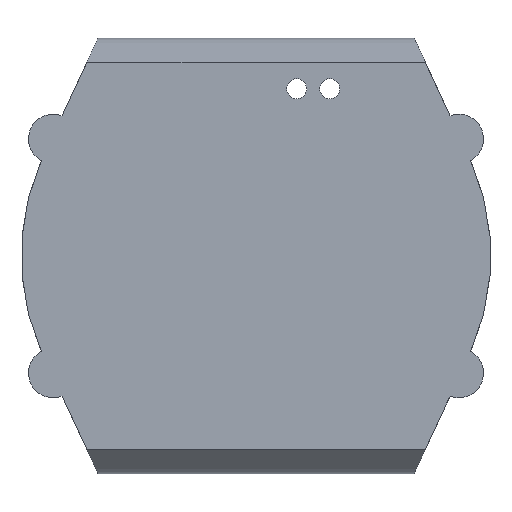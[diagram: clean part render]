
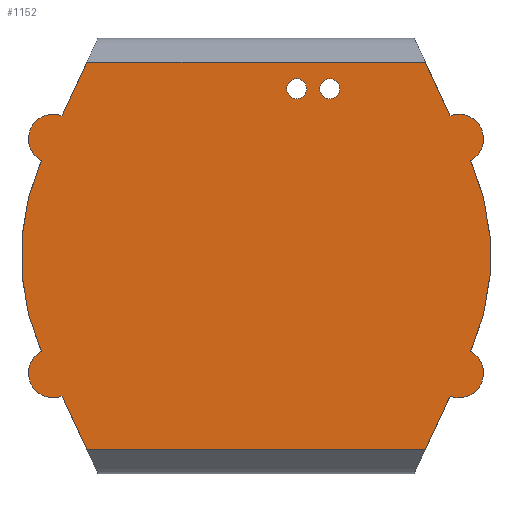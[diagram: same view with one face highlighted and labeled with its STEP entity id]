
A CAD part, front view. The second image highlights one B-rep face of the part: STEP entity #1152.
In plain terms, the highlighted planar face has unit normal (0, -1, 0).
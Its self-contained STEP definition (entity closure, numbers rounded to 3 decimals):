
#20=FACE_BOUND('',#153,.T.);
#21=FACE_BOUND('',#154,.T.);
#40=PLANE('',#1257);
#90=FACE_OUTER_BOUND('',#152,.T.);
#152=EDGE_LOOP('',(#899,#900,#901,#902,#903,#904,#905,#906,#907,#908,#909,
#910,#911,#912,#913,#914,#915));
#153=EDGE_LOOP('',(#916));
#154=EDGE_LOOP('',(#917));
#205=LINE('',#1711,#324);
#216=LINE('',#1750,#335);
#220=LINE('',#1760,#339);
#226=LINE('',#1776,#345);
#229=LINE('',#1782,#348);
#233=LINE('',#1793,#352);
#245=LINE('',#1826,#364);
#246=LINE('',#1828,#365);
#252=LINE('',#1844,#371);
#254=LINE('',#1848,#373);
#255=LINE('',#1850,#374);
#324=VECTOR('',#1357,10.);
#335=VECTOR('',#1394,10.);
#339=VECTOR('',#1404,10.);
#345=VECTOR('',#1418,10.);
#348=VECTOR('',#1425,10.);
#352=VECTOR('',#1433,10.);
#364=VECTOR('',#1467,10.);
#365=VECTOR('',#1470,10.);
#371=VECTOR('',#1484,10.);
#373=VECTOR('',#1488,10.);
#374=VECTOR('',#1491,10.);
#441=CIRCLE('',#1217,1.9);
#444=CIRCLE('',#1222,18.05);
#447=CIRCLE('',#1226,1.9);
#450=CIRCLE('',#1233,1.9);
#452=CIRCLE('',#1241,1.9);
#456=CIRCLE('',#1247,18.05);
#457=CIRCLE('',#1258,0.765);
#458=CIRCLE('',#1259,0.765);
#499=VERTEX_POINT('',#1709);
#500=VERTEX_POINT('',#1710);
#503=VERTEX_POINT('',#1718);
#506=VERTEX_POINT('',#1728);
#511=VERTEX_POINT('',#1740);
#512=VERTEX_POINT('',#1741);
#515=VERTEX_POINT('',#1749);
#518=VERTEX_POINT('',#1759);
#521=VERTEX_POINT('',#1767);
#522=VERTEX_POINT('',#1768);
#525=VERTEX_POINT('',#1781);
#529=VERTEX_POINT('',#1791);
#530=VERTEX_POINT('',#1792);
#533=VERTEX_POINT('',#1800);
#540=VERTEX_POINT('',#1824);
#546=VERTEX_POINT('',#1842);
#547=VERTEX_POINT('',#1846);
#548=VERTEX_POINT('',#1851);
#549=VERTEX_POINT('',#1853);
#615=EDGE_CURVE('',#499,#500,#205,.T.);
#619=EDGE_CURVE('',#500,#503,#441,.T.);
#624=EDGE_CURVE('',#499,#506,#444,.T.);
#630=EDGE_CURVE('',#511,#512,#447,.T.);
#634=EDGE_CURVE('',#512,#515,#216,.T.);
#639=EDGE_CURVE('',#518,#511,#220,.T.);
#643=EDGE_CURVE('',#521,#522,#450,.T.);
#647=EDGE_CURVE('',#522,#506,#226,.T.);
#650=EDGE_CURVE('',#525,#521,#229,.T.);
#655=EDGE_CURVE('',#529,#530,#233,.T.);
#659=EDGE_CURVE('',#530,#533,#452,.T.);
#666=EDGE_CURVE('',#529,#515,#456,.T.);
#673=EDGE_CURVE('',#540,#533,#245,.T.);
#674=EDGE_CURVE('',#540,#525,#246,.T.);
#682=EDGE_CURVE('',#503,#546,#252,.T.);
#684=EDGE_CURVE('',#546,#547,#254,.T.);
#685=EDGE_CURVE('',#547,#518,#255,.T.);
#686=EDGE_CURVE('',#548,#548,#457,.T.);
#687=EDGE_CURVE('',#549,#549,#458,.T.);
#899=ORIENTED_EDGE('',*,*,#684,.T.);
#900=ORIENTED_EDGE('',*,*,#685,.T.);
#901=ORIENTED_EDGE('',*,*,#639,.T.);
#902=ORIENTED_EDGE('',*,*,#630,.T.);
#903=ORIENTED_EDGE('',*,*,#634,.T.);
#904=ORIENTED_EDGE('',*,*,#666,.F.);
#905=ORIENTED_EDGE('',*,*,#655,.T.);
#906=ORIENTED_EDGE('',*,*,#659,.T.);
#907=ORIENTED_EDGE('',*,*,#673,.F.);
#908=ORIENTED_EDGE('',*,*,#674,.T.);
#909=ORIENTED_EDGE('',*,*,#650,.T.);
#910=ORIENTED_EDGE('',*,*,#643,.T.);
#911=ORIENTED_EDGE('',*,*,#647,.T.);
#912=ORIENTED_EDGE('',*,*,#624,.F.);
#913=ORIENTED_EDGE('',*,*,#615,.T.);
#914=ORIENTED_EDGE('',*,*,#619,.T.);
#915=ORIENTED_EDGE('',*,*,#682,.T.);
#916=ORIENTED_EDGE('',*,*,#686,.T.);
#917=ORIENTED_EDGE('',*,*,#687,.T.);
#1152=ADVANCED_FACE('',(#90,#20,#21),#40,.F.);
#1217=AXIS2_PLACEMENT_3D('',#1719,#1363,#1364);
#1222=AXIS2_PLACEMENT_3D('',#1729,#1375,#1376);
#1226=AXIS2_PLACEMENT_3D('',#1742,#1386,#1387);
#1233=AXIS2_PLACEMENT_3D('',#1769,#1410,#1411);
#1241=AXIS2_PLACEMENT_3D('',#1801,#1439,#1440);
#1247=AXIS2_PLACEMENT_3D('',#1813,#1454,#1455);
#1257=AXIS2_PLACEMENT_3D('',#1849,#1489,#1490);
#1258=AXIS2_PLACEMENT_3D('',#1852,#1492,#1493);
#1259=AXIS2_PLACEMENT_3D('',#1854,#1494,#1495);
#1357=DIRECTION('',(-0.866,0.,-0.5));
#1363=DIRECTION('center_axis',(0.,-1.,0.));
#1364=DIRECTION('ref_axis',(-0.5,0.,0.866));
#1375=DIRECTION('center_axis',(0.,1.,0.));
#1376=DIRECTION('ref_axis',(1.,0.,0.));
#1386=DIRECTION('center_axis',(0.,-1.,0.));
#1387=DIRECTION('ref_axis',(-0.5,0.,-0.866));
#1394=DIRECTION('',(-0.866,0.,0.5));
#1404=DIRECTION('',(0.417,0.,0.909));
#1410=DIRECTION('center_axis',(0.,-1.,0.));
#1411=DIRECTION('ref_axis',(0.5,0.,0.866));
#1418=DIRECTION('',(0.866,0.,-0.5));
#1425=DIRECTION('',(-0.42,0.,-0.907));
#1433=DIRECTION('',(0.866,0.,0.5));
#1439=DIRECTION('center_axis',(0.,-1.,0.));
#1440=DIRECTION('ref_axis',(0.5,0.,-0.866));
#1454=DIRECTION('center_axis',(0.,1.,0.));
#1455=DIRECTION('ref_axis',(1.,0.,0.));
#1467=DIRECTION('',(0.419,0.,-0.908));
#1470=DIRECTION('',(-1.,0.,0.));
#1484=DIRECTION('',(0.421,0.,-0.907));
#1488=DIRECTION('',(1.,0.,0.));
#1489=DIRECTION('center_axis',(0.,1.,0.));
#1490=DIRECTION('ref_axis',(1.,0.,0.));
#1491=DIRECTION('',(0.421,0.,0.907));
#1492=DIRECTION('center_axis',(0.,1.,0.));
#1493=DIRECTION('ref_axis',(-1.,0.,0.));
#1494=DIRECTION('center_axis',(0.,1.,0.));
#1495=DIRECTION('ref_axis',(-1.,0.,0.));
#1709=CARTESIAN_POINT('',(-16.495,0.,-7.329));
#1710=CARTESIAN_POINT('',(-16.538,0.,-7.355));
#1711=CARTESIAN_POINT('',(16.284,0.,11.595));
#1718=CARTESIAN_POINT('',(-14.9,0.,-10.771));
#1719=CARTESIAN_POINT('Origin',(-15.588,0.,-9.));
#1728=CARTESIAN_POINT('',(-16.495,0.,7.329));
#1729=CARTESIAN_POINT('Origin',(0.,0.,0.));
#1740=CARTESIAN_POINT('',(14.914,0.,-10.776));
#1741=CARTESIAN_POINT('',(16.538,0.,-7.355));
#1742=CARTESIAN_POINT('Origin',(15.588,0.,-9.));
#1749=CARTESIAN_POINT('',(16.495,0.,-7.329));
#1750=CARTESIAN_POINT('',(18.184,0.,-8.305));
#1759=CARTESIAN_POINT('',(14.635,0.,-11.384));
#1760=CARTESIAN_POINT('',(14.635,0.,-11.384));
#1767=CARTESIAN_POINT('',(-14.904,0.,10.772));
#1768=CARTESIAN_POINT('',(-16.538,0.,7.355));
#1769=CARTESIAN_POINT('Origin',(-15.588,0.,9.));
#1776=CARTESIAN_POINT('',(-18.184,0.,8.305));
#1781=CARTESIAN_POINT('',(-12.998,0.,14.889));
#1782=CARTESIAN_POINT('',(-9.832,0.,21.73));
#1791=CARTESIAN_POINT('',(16.495,0.,7.329));
#1792=CARTESIAN_POINT('',(16.538,0.,7.355));
#1793=CARTESIAN_POINT('',(-16.284,0.,-11.595));
#1800=CARTESIAN_POINT('',(14.908,0.,10.774));
#1801=CARTESIAN_POINT('Origin',(15.588,0.,9.));
#1813=CARTESIAN_POINT('Origin',(0.,0.,0.));
#1824=CARTESIAN_POINT('',(13.01,0.,14.889));
#1826=CARTESIAN_POINT('',(9.855,0.,21.73));
#1828=CARTESIAN_POINT('',(0.,0.,14.889));
#1842=CARTESIAN_POINT('',(-12.988,0.,-14.889));
#1844=CARTESIAN_POINT('',(-11.288,0.,-18.549));
#1846=CARTESIAN_POINT('',(13.008,0.,-14.889));
#1848=CARTESIAN_POINT('',(0.,0.,-14.889));
#1849=CARTESIAN_POINT('Origin',(0.,0.,0.));
#1850=CARTESIAN_POINT('',(9.832,0.,-21.73));
#1851=CARTESIAN_POINT('',(6.429,0.,12.852));
#1852=CARTESIAN_POINT('Origin',(5.664,0.,12.852));
#1853=CARTESIAN_POINT('',(3.889,0.,12.852));
#1854=CARTESIAN_POINT('Origin',(3.124,0.,12.852));
